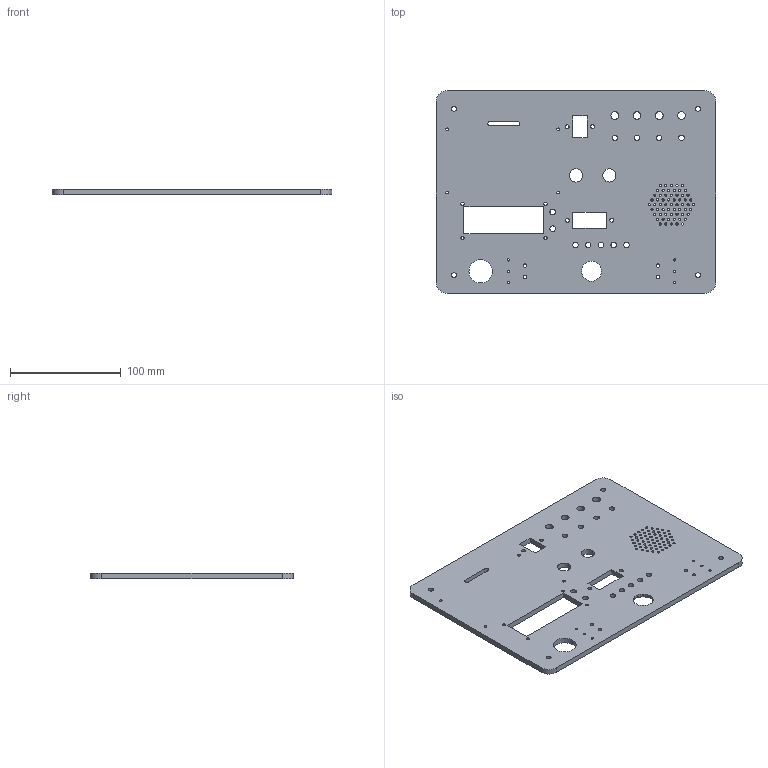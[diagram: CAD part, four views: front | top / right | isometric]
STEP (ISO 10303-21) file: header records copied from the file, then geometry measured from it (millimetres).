
FILE_DESCRIPTION (( 'STEP AP203' ), '1' );
FILE_NAME ('MYKE.STEP', '2019-09-23T17:37:58', ( '' ), ( '' ), 'SwSTEP 2.0', 'SolidWorks 2017', '' );
FILE_SCHEMA (( 'CONFIG_CONTROL_DESIGN' ));
Length unit declared in the file: millimetre
Products named in the file (1): MYKE
Bounding box: 252 x 183 x 5 mm (x, y, z)
Volume: 208838.6 mm3; surface area: 95542.3 mm2
Topology: 1 solids, 1 shells, 242 faces, 717 edges, 478 vertices
Faces by surface type: cylinder 221, plane 21
Entity records: 8880 total; most frequent: DIRECTION 1645, CARTESIAN_POINT 1438, ORIENTED_EDGE 1434, EDGE_CURVE 717, AXIS2_PLACEMENT_3D 685, VERTEX_POINT 478, EDGE_LOOP 463, CIRCLE 442
